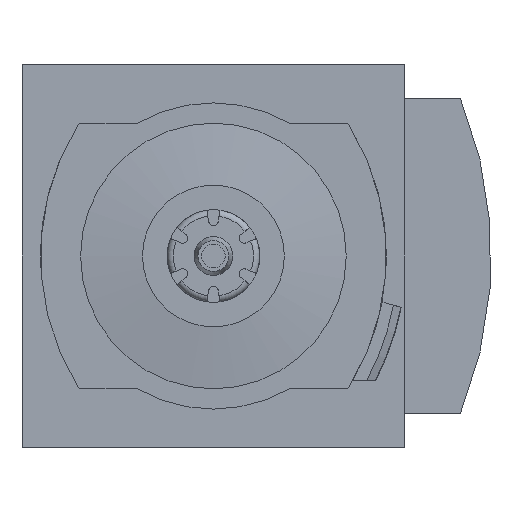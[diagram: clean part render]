
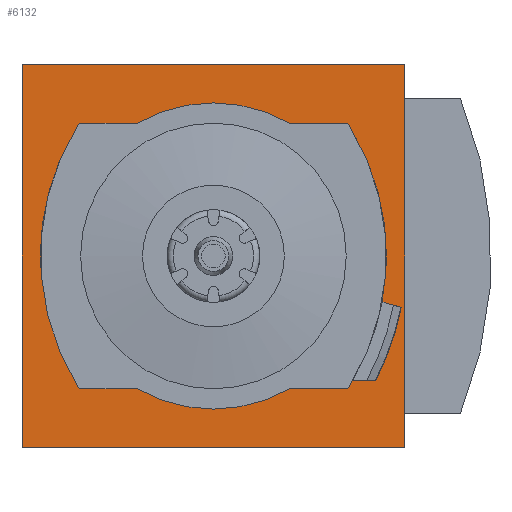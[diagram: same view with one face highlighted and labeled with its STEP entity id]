
A CAD part, front view. The second image highlights one B-rep face of the part: STEP entity #6132.
In plain terms, the highlighted planar face has unit normal (0, -1, 0).
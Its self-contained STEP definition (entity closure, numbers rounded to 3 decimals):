
#117=PLANE('',#6434);
#456=LINE('',#8635,#964);
#457=LINE('',#8638,#965);
#458=LINE('',#8640,#966);
#459=LINE('',#8642,#967);
#460=LINE('',#8643,#968);
#461=LINE('',#8647,#969);
#462=LINE('',#8650,#970);
#463=LINE('',#8654,#971);
#464=LINE('',#8659,#972);
#465=LINE('',#8663,#973);
#964=VECTOR('',#7152,1000.);
#965=VECTOR('',#7153,1000.);
#966=VECTOR('',#7154,1000.);
#967=VECTOR('',#7155,1000.);
#968=VECTOR('',#7156,1000.);
#969=VECTOR('',#7159,1000.);
#970=VECTOR('',#7162,1000.);
#971=VECTOR('',#7165,1000.);
#972=VECTOR('',#7170,1000.);
#973=VECTOR('',#7173,1000.);
#1297=CIRCLE('',#6426,40.);
#1299=CIRCLE('',#6428,40.);
#1303=CIRCLE('',#6433,40.);
#1304=CIRCLE('',#6435,41.2);
#1305=CIRCLE('',#6436,0.5);
#1306=CIRCLE('',#6437,24.8);
#1307=CIRCLE('',#6438,0.5);
#1308=CIRCLE('',#6439,0.5);
#1309=CIRCLE('',#6440,24.8);
#1310=CIRCLE('',#6441,0.5);
#1772=ORIENTED_EDGE('',*,*,#3020,.F.);
#1773=ORIENTED_EDGE('',*,*,#3021,.F.);
#1774=ORIENTED_EDGE('',*,*,#3022,.T.);
#1775=ORIENTED_EDGE('',*,*,#3023,.T.);
#1776=ORIENTED_EDGE('',*,*,#3009,.T.);
#1777=ORIENTED_EDGE('',*,*,#3024,.F.);
#1778=ORIENTED_EDGE('',*,*,#3025,.F.);
#1779=ORIENTED_EDGE('',*,*,#3026,.F.);
#1780=ORIENTED_EDGE('',*,*,#3005,.T.);
#1781=ORIENTED_EDGE('',*,*,#3027,.T.);
#1782=ORIENTED_EDGE('',*,*,#3028,.T.);
#1783=ORIENTED_EDGE('',*,*,#3029,.T.);
#1784=ORIENTED_EDGE('',*,*,#3030,.T.);
#1785=ORIENTED_EDGE('',*,*,#3031,.T.);
#1786=ORIENTED_EDGE('',*,*,#3017,.T.);
#1787=ORIENTED_EDGE('',*,*,#3032,.T.);
#1788=ORIENTED_EDGE('',*,*,#3033,.T.);
#1789=ORIENTED_EDGE('',*,*,#3034,.T.);
#1790=ORIENTED_EDGE('',*,*,#3035,.T.);
#1791=ORIENTED_EDGE('',*,*,#3036,.T.);
#3005=EDGE_CURVE('',#3630,#3629,#1297,.T.);
#3009=EDGE_CURVE('',#3626,#3633,#1299,.T.);
#3017=EDGE_CURVE('',#3638,#3641,#1303,.T.);
#3020=EDGE_CURVE('',#3642,#3643,#456,.T.);
#3021=EDGE_CURVE('',#3644,#3642,#457,.T.);
#3022=EDGE_CURVE('',#3644,#3645,#458,.T.);
#3023=EDGE_CURVE('',#3645,#3643,#459,.T.);
#3024=EDGE_CURVE('',#3646,#3633,#460,.T.);
#3025=EDGE_CURVE('',#3647,#3646,#1304,.F.);
#3026=EDGE_CURVE('',#3630,#3647,#461,.T.);
#3027=EDGE_CURVE('',#3629,#3648,#1305,.T.);
#3028=EDGE_CURVE('',#3648,#3649,#462,.T.);
#3029=EDGE_CURVE('',#3649,#3650,#1306,.T.);
#3030=EDGE_CURVE('',#3650,#3651,#463,.T.);
#3031=EDGE_CURVE('',#3651,#3638,#1307,.T.);
#3032=EDGE_CURVE('',#3641,#3652,#1308,.T.);
#3033=EDGE_CURVE('',#3652,#3653,#464,.T.);
#3034=EDGE_CURVE('',#3653,#3654,#1309,.T.);
#3035=EDGE_CURVE('',#3654,#3655,#465,.T.);
#3036=EDGE_CURVE('',#3655,#3626,#1310,.T.);
#3626=VERTEX_POINT('',#8600);
#3629=VERTEX_POINT('',#8605);
#3630=VERTEX_POINT('',#8607);
#3633=VERTEX_POINT('',#8613);
#3638=VERTEX_POINT('',#8625);
#3641=VERTEX_POINT('',#8630);
#3642=VERTEX_POINT('',#8636);
#3643=VERTEX_POINT('',#8637);
#3644=VERTEX_POINT('',#8639);
#3645=VERTEX_POINT('',#8641);
#3646=VERTEX_POINT('',#8644);
#3647=VERTEX_POINT('',#8646);
#3648=VERTEX_POINT('',#8649);
#3649=VERTEX_POINT('',#8651);
#3650=VERTEX_POINT('',#8653);
#3651=VERTEX_POINT('',#8655);
#3652=VERTEX_POINT('',#8658);
#3653=VERTEX_POINT('',#8660);
#3654=VERTEX_POINT('',#8662);
#3655=VERTEX_POINT('',#8664);
#3999=EDGE_LOOP('',(#1772,#1773,#1774,#1775));
#4000=EDGE_LOOP('',(#1776,#1777,#1778,#1779,#1780,#1781,#1782,#1783,#1784,
#1785,#1786,#1787,#1788,#1789,#1790,#1791));
#4290=FACE_BOUND('',#3999,.T.);
#4291=FACE_BOUND('',#4000,.T.);
#6132=ADVANCED_FACE('',(#4290,#4291),#117,.F.);
#6426=AXIS2_PLACEMENT_3D('',#8606,#7126,#7127);
#6428=AXIS2_PLACEMENT_3D('',#8614,#7132,#7133);
#6433=AXIS2_PLACEMENT_3D('',#8631,#7146,#7147);
#6434=AXIS2_PLACEMENT_3D('',#8634,#7150,#7151);
#6435=AXIS2_PLACEMENT_3D('',#8645,#7157,#7158);
#6436=AXIS2_PLACEMENT_3D('',#8648,#7160,#7161);
#6437=AXIS2_PLACEMENT_3D('',#8652,#7163,#7164);
#6438=AXIS2_PLACEMENT_3D('',#8656,#7166,#7167);
#6439=AXIS2_PLACEMENT_3D('',#8657,#7168,#7169);
#6440=AXIS2_PLACEMENT_3D('',#8661,#7171,#7172);
#6441=AXIS2_PLACEMENT_3D('',#8665,#7174,#7175);
#7126=DIRECTION('',(0.,1.,0.));
#7127=DIRECTION('',(1.,0.,0.));
#7132=DIRECTION('',(0.,1.,0.));
#7133=DIRECTION('',(1.,0.,0.));
#7146=DIRECTION('',(0.,1.,0.));
#7147=DIRECTION('',(1.,0.,0.));
#7150=DIRECTION('',(0.,1.,0.));
#7151=DIRECTION('',(0.,0.,1.));
#7152=DIRECTION('',(-1.,0.,0.));
#7153=DIRECTION('',(0.,0.,-1.));
#7154=DIRECTION('',(-1.,0.,0.));
#7155=DIRECTION('',(0.,0.,-1.));
#7156=DIRECTION('',(-0.966,0.,0.259));
#7157=DIRECTION('',(0.,1.,0.));
#7158=DIRECTION('',(0.,0.,1.));
#7159=DIRECTION('',(1.,0.,0.));
#7160=DIRECTION('',(0.,1.,0.));
#7161=DIRECTION('',(1.,0.,0.));
#7162=DIRECTION('',(-1.,0.,0.));
#7163=DIRECTION('',(0.,1.,0.));
#7164=DIRECTION('',(1.,0.,0.));
#7165=DIRECTION('',(-1.,0.,0.));
#7166=DIRECTION('',(0.,1.,0.));
#7167=DIRECTION('',(1.,0.,0.));
#7168=DIRECTION('',(0.,1.,0.));
#7169=DIRECTION('',(1.,0.,0.));
#7170=DIRECTION('',(1.,0.,0.));
#7171=DIRECTION('',(0.,1.,0.));
#7172=DIRECTION('',(1.,0.,0.));
#7173=DIRECTION('',(1.,0.,0.));
#7174=DIRECTION('',(0.,1.,0.));
#7175=DIRECTION('',(1.,0.,0.));
#8600=CARTESIAN_POINT('',(21.879,-45.,21.266));
#8605=CARTESIAN_POINT('',(21.879,-45.,-21.266));
#8606=CARTESIAN_POINT('',(-12.,-45.,0.));
#8607=CARTESIAN_POINT('',(22.554,-45.,-20.15));
#8613=CARTESIAN_POINT('',(27.298,-45.,-7.463));
#8614=CARTESIAN_POINT('',(-12.,-45.,0.));
#8625=CARTESIAN_POINT('',(-21.879,-45.,-21.266));
#8630=CARTESIAN_POINT('',(-21.879,-45.,21.266));
#8631=CARTESIAN_POINT('',(12.,-45.,0.));
#8634=CARTESIAN_POINT('',(0.,-45.,0.));
#8635=CARTESIAN_POINT('',(0.,-45.,-31.));
#8636=CARTESIAN_POINT('',(31.,-45.,-31.));
#8637=CARTESIAN_POINT('',(-31.,-45.,-31.));
#8638=CARTESIAN_POINT('',(31.,-45.,31.));
#8639=CARTESIAN_POINT('',(31.,-45.,31.));
#8640=CARTESIAN_POINT('',(0.,-45.,31.));
#8641=CARTESIAN_POINT('',(-31.,-45.,31.));
#8642=CARTESIAN_POINT('',(-31.,-45.,-25.5));
#8643=CARTESIAN_POINT('',(30.42,-45.,-8.3));
#8644=CARTESIAN_POINT('',(28.487,-45.,-7.782));
#8645=CARTESIAN_POINT('',(-12.,-45.,-0.15));
#8646=CARTESIAN_POINT('',(24.02,-45.,-20.15));
#8647=CARTESIAN_POINT('',(0.,-45.,-20.15));
#8648=CARTESIAN_POINT('',(21.455,-45.,-21.));
#8649=CARTESIAN_POINT('',(21.455,-45.,-21.5));
#8650=CARTESIAN_POINT('',(21.455,-45.,-21.5));
#8651=CARTESIAN_POINT('',(12.361,-45.,-21.5));
#8652=CARTESIAN_POINT('',(0.,-45.,0.));
#8653=CARTESIAN_POINT('',(-12.361,-45.,-21.5));
#8654=CARTESIAN_POINT('',(-12.361,-45.,-21.5));
#8655=CARTESIAN_POINT('',(-21.455,-45.,-21.5));
#8656=CARTESIAN_POINT('',(-21.455,-45.,-21.));
#8657=CARTESIAN_POINT('',(-21.455,-45.,21.));
#8658=CARTESIAN_POINT('',(-21.455,-45.,21.5));
#8659=CARTESIAN_POINT('',(-21.455,-45.,21.5));
#8660=CARTESIAN_POINT('',(-12.361,-45.,21.5));
#8661=CARTESIAN_POINT('',(0.,-45.,0.));
#8662=CARTESIAN_POINT('',(12.361,-45.,21.5));
#8663=CARTESIAN_POINT('',(12.361,-45.,21.5));
#8664=CARTESIAN_POINT('',(21.455,-45.,21.5));
#8665=CARTESIAN_POINT('',(21.455,-45.,21.));
